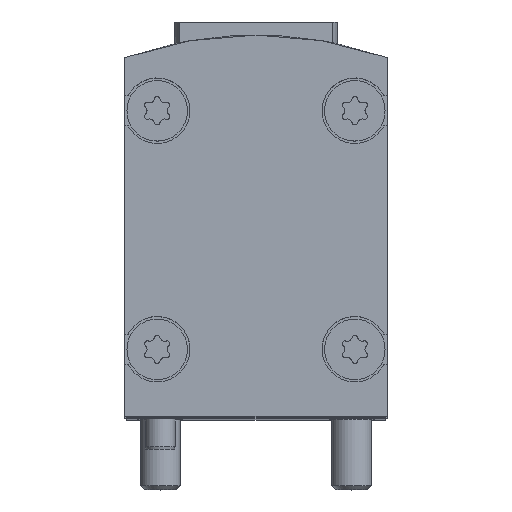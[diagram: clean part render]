
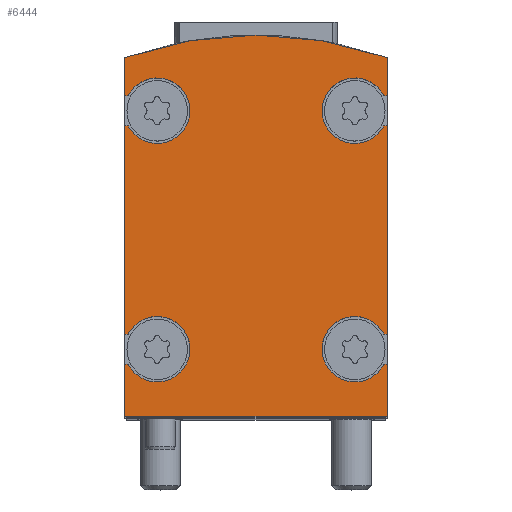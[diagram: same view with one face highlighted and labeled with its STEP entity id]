
A CAD part, top view. The second image highlights one B-rep face of the part: STEP entity #6444.
In plain terms, the highlighted planar face has unit normal (0, 0, 1).
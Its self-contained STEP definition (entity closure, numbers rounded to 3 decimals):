
#59=PLANE('',#6847);
#167=CIRCLE('',#6687,39.);
#291=CIRCLE('',#6848,3.25);
#292=CIRCLE('',#6849,3.25);
#293=CIRCLE('',#6850,3.25);
#294=CIRCLE('',#6851,3.25);
#770=ORIENTED_EDGE('',*,*,#2071,.F.);
#771=ORIENTED_EDGE('',*,*,#1998,.T.);
#772=ORIENTED_EDGE('',*,*,#2072,.F.);
#773=ORIENTED_EDGE('',*,*,#2073,.T.);
#774=ORIENTED_EDGE('',*,*,#2074,.F.);
#775=ORIENTED_EDGE('',*,*,#1994,.T.);
#776=ORIENTED_EDGE('',*,*,#2070,.T.);
#777=ORIENTED_EDGE('',*,*,#2013,.T.);
#778=ORIENTED_EDGE('',*,*,#2075,.F.);
#779=ORIENTED_EDGE('',*,*,#2076,.T.);
#780=ORIENTED_EDGE('',*,*,#2077,.F.);
#781=ORIENTED_EDGE('',*,*,#2009,.T.);
#782=ORIENTED_EDGE('',*,*,#2078,.F.);
#783=ORIENTED_EDGE('',*,*,#2079,.T.);
#784=ORIENTED_EDGE('',*,*,#2080,.F.);
#785=ORIENTED_EDGE('',*,*,#2005,.T.);
#786=ORIENTED_EDGE('',*,*,#1820,.T.);
#787=ORIENTED_EDGE('',*,*,#2002,.T.);
#788=ORIENTED_EDGE('',*,*,#2081,.F.);
#789=ORIENTED_EDGE('',*,*,#2082,.T.);
#1820=EDGE_CURVE('',#2494,#2497,#167,.T.);
#1994=EDGE_CURVE('',#2665,#2664,#3013,.T.);
#1998=EDGE_CURVE('',#2669,#2668,#3017,.T.);
#2002=EDGE_CURVE('',#2497,#2672,#3021,.T.);
#2005=EDGE_CURVE('',#2675,#2494,#3024,.T.);
#2009=EDGE_CURVE('',#2679,#2678,#3028,.T.);
#2013=EDGE_CURVE('',#2673,#2682,#3032,.T.);
#2070=EDGE_CURVE('',#2664,#2673,#3083,.T.);
#2071=EDGE_CURVE('',#2669,#2717,#3084,.T.);
#2072=EDGE_CURVE('',#2718,#2668,#3085,.T.);
#2073=EDGE_CURVE('',#2718,#2719,#291,.F.);
#2074=EDGE_CURVE('',#2665,#2719,#3086,.T.);
#2075=EDGE_CURVE('',#2720,#2682,#3087,.T.);
#2076=EDGE_CURVE('',#2720,#2721,#292,.F.);
#2077=EDGE_CURVE('',#2679,#2721,#3088,.T.);
#2078=EDGE_CURVE('',#2722,#2678,#3089,.T.);
#2079=EDGE_CURVE('',#2722,#2723,#293,.F.);
#2080=EDGE_CURVE('',#2675,#2723,#3090,.T.);
#2081=EDGE_CURVE('',#2724,#2672,#3091,.T.);
#2082=EDGE_CURVE('',#2724,#2717,#294,.F.);
#2494=VERTEX_POINT('',#8764);
#2497=VERTEX_POINT('',#8769);
#2664=VERTEX_POINT('',#9146);
#2665=VERTEX_POINT('',#9148);
#2668=VERTEX_POINT('',#9154);
#2669=VERTEX_POINT('',#9156);
#2672=VERTEX_POINT('',#9162);
#2673=VERTEX_POINT('',#9166);
#2675=VERTEX_POINT('',#9170);
#2678=VERTEX_POINT('',#9176);
#2679=VERTEX_POINT('',#9178);
#2682=VERTEX_POINT('',#9184);
#2717=VERTEX_POINT('',#9298);
#2718=VERTEX_POINT('',#9300);
#2719=VERTEX_POINT('',#9302);
#2720=VERTEX_POINT('',#9305);
#2721=VERTEX_POINT('',#9307);
#2722=VERTEX_POINT('',#9310);
#2723=VERTEX_POINT('',#9312);
#2724=VERTEX_POINT('',#9315);
#3013=LINE('',#9147,#3377);
#3017=LINE('',#9155,#3381);
#3021=LINE('',#9163,#3385);
#3024=LINE('',#9169,#3388);
#3028=LINE('',#9177,#3392);
#3032=LINE('',#9185,#3396);
#3083=LINE('',#9295,#3447);
#3084=LINE('',#9297,#3448);
#3085=LINE('',#9299,#3449);
#3086=LINE('',#9303,#3450);
#3087=LINE('',#9304,#3451);
#3088=LINE('',#9308,#3452);
#3089=LINE('',#9309,#3453);
#3090=LINE('',#9313,#3454);
#3091=LINE('',#9314,#3455);
#3377=VECTOR('',#7583,1000.);
#3381=VECTOR('',#7587,1000.);
#3385=VECTOR('',#7591,1000.);
#3388=VECTOR('',#7596,1000.);
#3392=VECTOR('',#7600,1000.);
#3396=VECTOR('',#7604,1000.);
#3447=VECTOR('',#7705,1000.);
#3448=VECTOR('',#7708,1000.);
#3449=VECTOR('',#7709,1000.);
#3450=VECTOR('',#7712,1000.);
#3451=VECTOR('',#7713,1000.);
#3452=VECTOR('',#7716,1000.);
#3453=VECTOR('',#7717,1000.);
#3454=VECTOR('',#7720,1000.);
#3455=VECTOR('',#7721,1000.);
#3738=EDGE_LOOP('',(#770,#771,#772,#773,#774,#775,#776,#777,#778,#779,#780,
#781,#782,#783,#784,#785,#786,#787,#788,#789));
#4070=FACE_BOUND('',#3738,.T.);
#6444=ADVANCED_FACE('',(#4070),#59,.T.);
#6687=AXIS2_PLACEMENT_3D('',#8770,#7263,#7264);
#6847=AXIS2_PLACEMENT_3D('',#9296,#7706,#7707);
#6848=AXIS2_PLACEMENT_3D('',#9301,#7710,#7711);
#6849=AXIS2_PLACEMENT_3D('',#9306,#7714,#7715);
#6850=AXIS2_PLACEMENT_3D('',#9311,#7718,#7719);
#6851=AXIS2_PLACEMENT_3D('',#9316,#7722,#7723);
#7263=DIRECTION('',(0.,0.,1.));
#7264=DIRECTION('',(1.,0.,0.));
#7583=DIRECTION('',(0.,-1.,0.));
#7587=DIRECTION('',(0.,-1.,0.));
#7591=DIRECTION('',(0.,-1.,0.));
#7596=DIRECTION('',(0.,1.,0.));
#7600=DIRECTION('',(0.,1.,0.));
#7604=DIRECTION('',(0.,1.,0.));
#7705=DIRECTION('',(1.,0.,0.));
#7706=DIRECTION('',(0.,0.,1.));
#7707=DIRECTION('',(1.,0.,0.));
#7708=DIRECTION('',(1.,0.,0.));
#7709=DIRECTION('',(-1.,0.,0.));
#7710=DIRECTION('',(0.,0.,1.));
#7711=DIRECTION('',(1.,0.,0.));
#7712=DIRECTION('',(1.,0.,0.));
#7713=DIRECTION('',(1.,0.,0.));
#7714=DIRECTION('',(0.,0.,1.));
#7715=DIRECTION('',(1.,0.,0.));
#7716=DIRECTION('',(-1.,0.,0.));
#7717=DIRECTION('',(1.,0.,0.));
#7718=DIRECTION('',(0.,0.,1.));
#7719=DIRECTION('',(1.,0.,0.));
#7720=DIRECTION('',(-1.,0.,0.));
#7721=DIRECTION('',(-1.,0.,0.));
#7722=DIRECTION('',(0.,0.,1.));
#7723=DIRECTION('',(1.,0.,0.));
#8764=CARTESIAN_POINT('',(13.,35.77,63.1));
#8769=CARTESIAN_POINT('',(-13.,35.77,63.1));
#8770=CARTESIAN_POINT('',(0.,-1.,63.1));
#9146=CARTESIAN_POINT('',(-13.,0.2,63.1));
#9147=CARTESIAN_POINT('',(-13.,35.77,63.1));
#9148=CARTESIAN_POINT('',(-13.,5.35,63.1));
#9154=CARTESIAN_POINT('',(-13.,8.35,63.1));
#9155=CARTESIAN_POINT('',(-13.,35.77,63.1));
#9156=CARTESIAN_POINT('',(-13.,29.,63.1));
#9162=CARTESIAN_POINT('',(-13.,32.,63.1));
#9163=CARTESIAN_POINT('',(-13.,35.77,63.1));
#9166=CARTESIAN_POINT('',(13.,0.2,63.1));
#9169=CARTESIAN_POINT('',(13.,0.2,63.1));
#9170=CARTESIAN_POINT('',(13.,32.,63.1));
#9176=CARTESIAN_POINT('',(13.,29.,63.1));
#9177=CARTESIAN_POINT('',(13.,0.2,63.1));
#9178=CARTESIAN_POINT('',(13.,8.35,63.1));
#9184=CARTESIAN_POINT('',(13.,5.35,63.1));
#9185=CARTESIAN_POINT('',(13.,0.2,63.1));
#9295=CARTESIAN_POINT('',(-13.,0.2,63.1));
#9296=CARTESIAN_POINT('',(0.,-1.,63.1));
#9297=CARTESIAN_POINT('',(0.,29.,63.1));
#9298=CARTESIAN_POINT('',(-12.683,29.,63.1));
#9299=CARTESIAN_POINT('',(0.,8.35,63.1));
#9300=CARTESIAN_POINT('',(-12.683,8.35,63.1));
#9301=CARTESIAN_POINT('',(-9.8,6.85,63.1));
#9302=CARTESIAN_POINT('',(-12.683,5.35,63.1));
#9303=CARTESIAN_POINT('',(0.,5.35,63.1));
#9304=CARTESIAN_POINT('',(0.,5.35,63.1));
#9305=CARTESIAN_POINT('',(12.683,5.35,63.1));
#9306=CARTESIAN_POINT('',(9.8,6.85,63.1));
#9307=CARTESIAN_POINT('',(12.683,8.35,63.1));
#9308=CARTESIAN_POINT('',(0.,8.35,63.1));
#9309=CARTESIAN_POINT('',(0.,29.,63.1));
#9310=CARTESIAN_POINT('',(12.683,29.,63.1));
#9311=CARTESIAN_POINT('',(9.8,30.5,63.1));
#9312=CARTESIAN_POINT('',(12.683,32.,63.1));
#9313=CARTESIAN_POINT('',(0.,32.,63.1));
#9314=CARTESIAN_POINT('',(0.,32.,63.1));
#9315=CARTESIAN_POINT('',(-12.683,32.,63.1));
#9316=CARTESIAN_POINT('',(-9.8,30.5,63.1));
